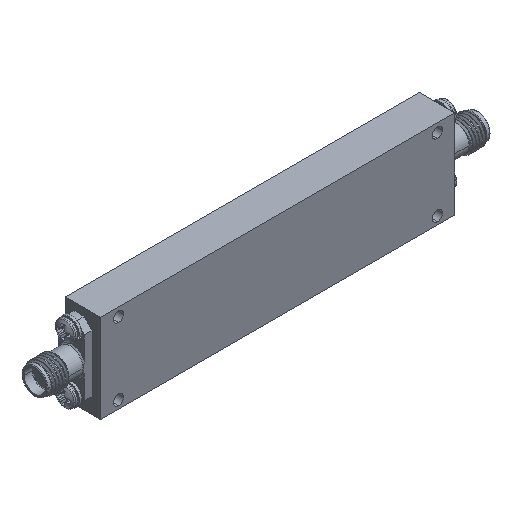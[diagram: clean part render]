
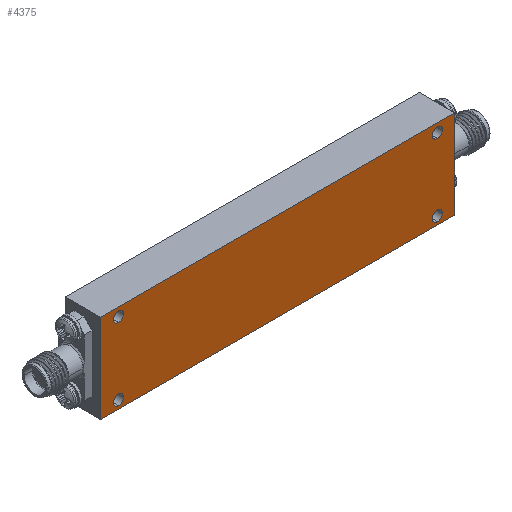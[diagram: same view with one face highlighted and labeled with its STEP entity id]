
A CAD part, isometric view. The second image highlights one B-rep face of the part: STEP entity #4375.
In plain terms, the highlighted planar face has unit normal (0, -1, 0).
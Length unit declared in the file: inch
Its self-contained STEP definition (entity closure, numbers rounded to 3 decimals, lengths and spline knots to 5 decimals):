
#829 = DIRECTION ( 'NONE',  ( 0., -1., 0. ) ) ;
#909 = ORIENTED_EDGE ( 'NONE', *, *, #34723, .F. ) ;
#3017 = DIRECTION ( 'NONE',  ( 0., -1., 0. ) ) ;
#3134 = VERTEX_POINT ( 'NONE', #30835 ) ;
#3440 = DIRECTION ( 'NONE',  ( 0., 0., -1. ) ) ;
#3869 = VECTOR ( 'NONE', #5108, 39.37008 ) ;
#3983 = EDGE_CURVE ( 'NONE', #6362, #39269, #22008, .T. ) ;
#4304 = DIRECTION ( 'NONE',  ( 0., 0., -1. ) ) ;
#4375 = ADVANCED_FACE ( 'NONE', ( #42500, #43413, #4413, #7386, #22045 ), #6681, .T. ) ;
#4413 = FACE_BOUND ( 'NONE', #30758, .T. ) ;
#4825 = ORIENTED_EDGE ( 'NONE', *, *, #15165, .F. ) ;
#5108 = DIRECTION ( 'NONE',  ( -1., 0., 0. ) ) ;
#6151 = CARTESIAN_POINT ( 'NONE',  ( 0., -0.27, 0. ) ) ;
#6196 = CARTESIAN_POINT ( 'NONE',  ( 2.85, -0.27, -0.07 ) ) ;
#6362 = VERTEX_POINT ( 'NONE', #43536 ) ;
#6681 = PLANE ( 'NONE',  #24914 ) ;
#6998 = CARTESIAN_POINT ( 'NONE',  ( 2.85, -0.27, -0.68 ) ) ;
#7386 = FACE_BOUND ( 'NONE', #40166, .T. ) ;
#7744 = ORIENTED_EDGE ( 'NONE', *, *, #43588, .F. ) ;
#8202 = EDGE_LOOP ( 'NONE', ( #15517, #4825 ) ) ;
#8814 = AXIS2_PLACEMENT_3D ( 'NONE', #40592, #30120, #16183 ) ;
#9475 = AXIS2_PLACEMENT_3D ( 'NONE', #6998, #23979, #20486 ) ;
#10311 = CIRCLE ( 'NONE', #8814, 0.043 ) ;
#10323 = DIRECTION ( 'NONE',  ( 0., 0., -1. ) ) ;
#10380 = ORIENTED_EDGE ( 'NONE', *, *, #42414, .F. ) ;
#11153 = DIRECTION ( 'NONE',  ( 0., 0., -1. ) ) ;
#11386 = CARTESIAN_POINT ( 'NONE',  ( 0.15, -0.27, -0.68 ) ) ;
#11841 = CARTESIAN_POINT ( 'NONE',  ( 0.15, -0.27, -0.68 ) ) ;
#13145 = DIRECTION ( 'NONE',  ( 0., 0., -1. ) ) ;
#13410 = DIRECTION ( 'NONE',  ( 0., -1., 0. ) ) ;
#14882 = CARTESIAN_POINT ( 'NONE',  ( 2.85, -0.27, -0.027 ) ) ;
#15165 = EDGE_CURVE ( 'NONE', #31134, #16005, #38735, .T. ) ;
#15517 = ORIENTED_EDGE ( 'NONE', *, *, #40121, .F. ) ;
#15885 = ORIENTED_EDGE ( 'NONE', *, *, #26365, .F. ) ;
#16005 = VERTEX_POINT ( 'NONE', #43029 ) ;
#16183 = DIRECTION ( 'NONE',  ( 0., 0., -1. ) ) ;
#16807 = VERTEX_POINT ( 'NONE', #17338 ) ;
#17338 = CARTESIAN_POINT ( 'NONE',  ( 2.85, -0.27, -0.113 ) ) ;
#17342 = CARTESIAN_POINT ( 'NONE',  ( 0., -0.27, -0.75 ) ) ;
#18103 = CARTESIAN_POINT ( 'NONE',  ( 0.15, -0.27, -0.027 ) ) ;
#18282 = AXIS2_PLACEMENT_3D ( 'NONE', #45418, #28221, #10323 ) ;
#18445 = ORIENTED_EDGE ( 'NONE', *, *, #40923, .F. ) ;
#19855 = CARTESIAN_POINT ( 'NONE',  ( 3., -0.27, -0.75 ) ) ;
#20300 = VERTEX_POINT ( 'NONE', #29941 ) ;
#20486 = DIRECTION ( 'NONE',  ( 0., 0., -1. ) ) ;
#20788 = LINE ( 'NONE', #6151, #35417 ) ;
#21684 = AXIS2_PLACEMENT_3D ( 'NONE', #28214, #829, #4304 ) ;
#21876 = CARTESIAN_POINT ( 'NONE',  ( 0.15, -0.27, -0.637 ) ) ;
#22008 = CIRCLE ( 'NONE', #43527, 0.043 ) ;
#22045 = FACE_OUTER_BOUND ( 'NONE', #34647, .T. ) ;
#22303 = CARTESIAN_POINT ( 'NONE',  ( 0., -0.27, -0.75 ) ) ;
#23882 = ORIENTED_EDGE ( 'NONE', *, *, #28660, .F. ) ;
#23979 = DIRECTION ( 'NONE',  ( 0., -1., 0. ) ) ;
#24492 = EDGE_CURVE ( 'NONE', #41290, #33921, #44318, .T. ) ;
#24812 = DIRECTION ( 'NONE',  ( 0., 0., -1. ) ) ;
#24914 = AXIS2_PLACEMENT_3D ( 'NONE', #42723, #3017, #34618 ) ;
#25413 = AXIS2_PLACEMENT_3D ( 'NONE', #6196, #13410, #34584 ) ;
#25470 = VERTEX_POINT ( 'NONE', #19855 ) ;
#26365 = EDGE_CURVE ( 'NONE', #20300, #36444, #40550, .T. ) ;
#26885 = CIRCLE ( 'NONE', #25413, 0.043 ) ;
#27101 = EDGE_LOOP ( 'NONE', ( #909, #10380 ) ) ;
#27918 = EDGE_CURVE ( 'NONE', #25470, #41290, #29955, .T. ) ;
#28214 = CARTESIAN_POINT ( 'NONE',  ( 2.85, -0.27, -0.68 ) ) ;
#28221 = DIRECTION ( 'NONE',  ( 0., -1., 0. ) ) ;
#28287 = CARTESIAN_POINT ( 'NONE',  ( 2.85, -0.27, -0.637 ) ) ;
#28660 = EDGE_CURVE ( 'NONE', #39269, #6362, #41014, .T. ) ;
#28927 = AXIS2_PLACEMENT_3D ( 'NONE', #29390, #45736, #24812 ) ;
#29273 = DIRECTION ( 'NONE',  ( 0., -1., 0. ) ) ;
#29390 = CARTESIAN_POINT ( 'NONE',  ( 0.15, -0.27, -0.07 ) ) ;
#29941 = CARTESIAN_POINT ( 'NONE',  ( 0.15, -0.27, -0.113 ) ) ;
#29955 = LINE ( 'NONE', #22303, #3869 ) ;
#30120 = DIRECTION ( 'NONE',  ( 0., -1., 0. ) ) ;
#30135 = ORIENTED_EDGE ( 'NONE', *, *, #24492, .F. ) ;
#30758 = EDGE_LOOP ( 'NONE', ( #15885, #7744 ) ) ;
#30814 = DIRECTION ( 'NONE',  ( 1., 0., 0. ) ) ;
#30835 = CARTESIAN_POINT ( 'NONE',  ( 3., -0.27, 0. ) ) ;
#31058 = ORIENTED_EDGE ( 'NONE', *, *, #38757, .F. ) ;
#31134 = VERTEX_POINT ( 'NONE', #28287 ) ;
#31610 = VECTOR ( 'NONE', #37797, 39.37008 ) ;
#33921 = VERTEX_POINT ( 'NONE', #40894 ) ;
#34584 = DIRECTION ( 'NONE',  ( 0., 0., -1. ) ) ;
#34618 = DIRECTION ( 'NONE',  ( 0., 0., -1. ) ) ;
#34647 = EDGE_LOOP ( 'NONE', ( #31058, #18445, #30135, #45438 ) ) ;
#34723 = EDGE_CURVE ( 'NONE', #16807, #44132, #26885, .T. ) ;
#35417 = VECTOR ( 'NONE', #30814, 39.37008 ) ;
#36444 = VERTEX_POINT ( 'NONE', #18103 ) ;
#37797 = DIRECTION ( 'NONE',  ( 0., 0., 1. ) ) ;
#38429 = CIRCLE ( 'NONE', #9475, 0.043 ) ;
#38735 = CIRCLE ( 'NONE', #21684, 0.043 ) ;
#38757 = EDGE_CURVE ( 'NONE', #3134, #25470, #44516, .T. ) ;
#38783 = AXIS2_PLACEMENT_3D ( 'NONE', #11386, #29273, #11153 ) ;
#39269 = VERTEX_POINT ( 'NONE', #21876 ) ;
#40121 = EDGE_CURVE ( 'NONE', #16005, #31134, #38429, .T. ) ;
#40166 = EDGE_LOOP ( 'NONE', ( #45037, #23882 ) ) ;
#40550 = CIRCLE ( 'NONE', #18282, 0.043 ) ;
#40592 = CARTESIAN_POINT ( 'NONE',  ( 2.85, -0.27, -0.07 ) ) ;
#40834 = CARTESIAN_POINT ( 'NONE',  ( 3., -0.27, 0. ) ) ;
#40894 = CARTESIAN_POINT ( 'NONE',  ( 0., -0.27, 0. ) ) ;
#40923 = EDGE_CURVE ( 'NONE', #33921, #3134, #20788, .T. ) ;
#41014 = CIRCLE ( 'NONE', #38783, 0.043 ) ;
#41290 = VERTEX_POINT ( 'NONE', #17342 ) ;
#42036 = VECTOR ( 'NONE', #13145, 39.37008 ) ;
#42414 = EDGE_CURVE ( 'NONE', #44132, #16807, #10311, .T. ) ;
#42500 = FACE_BOUND ( 'NONE', #8202, .T. ) ;
#42670 = DIRECTION ( 'NONE',  ( 0., -1., 0. ) ) ;
#42723 = CARTESIAN_POINT ( 'NONE',  ( 1.5, -0.27, -0.375 ) ) ;
#43029 = CARTESIAN_POINT ( 'NONE',  ( 2.85, -0.27, -0.723 ) ) ;
#43413 = FACE_BOUND ( 'NONE', #27101, .T. ) ;
#43527 = AXIS2_PLACEMENT_3D ( 'NONE', #11841, #42670, #3440 ) ;
#43536 = CARTESIAN_POINT ( 'NONE',  ( 0.15, -0.27, -0.723 ) ) ;
#43588 = EDGE_CURVE ( 'NONE', #36444, #20300, #43791, .T. ) ;
#43791 = CIRCLE ( 'NONE', #28927, 0.043 ) ;
#44132 = VERTEX_POINT ( 'NONE', #14882 ) ;
#44318 = LINE ( 'NONE', #45238, #31610 ) ;
#44516 = LINE ( 'NONE', #40834, #42036 ) ;
#45037 = ORIENTED_EDGE ( 'NONE', *, *, #3983, .F. ) ;
#45238 = CARTESIAN_POINT ( 'NONE',  ( 0., -0.27, 0. ) ) ;
#45418 = CARTESIAN_POINT ( 'NONE',  ( 0.15, -0.27, -0.07 ) ) ;
#45438 = ORIENTED_EDGE ( 'NONE', *, *, #27918, .F. ) ;
#45736 = DIRECTION ( 'NONE',  ( 0., -1., 0. ) ) ;
